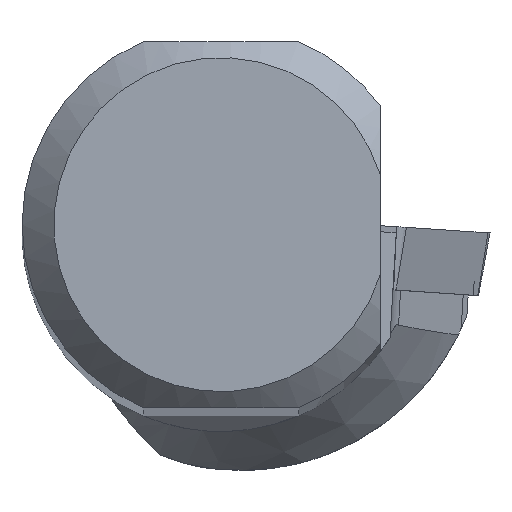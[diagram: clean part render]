
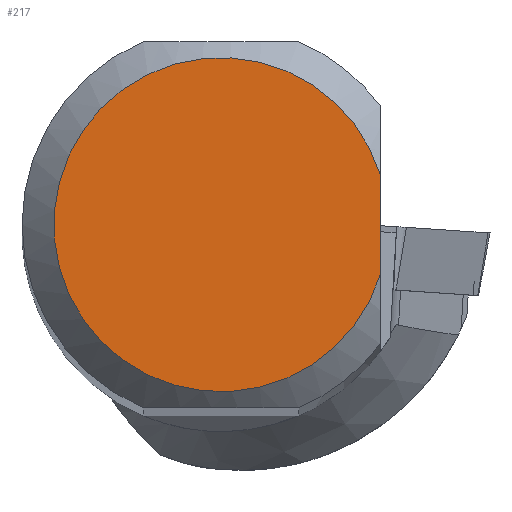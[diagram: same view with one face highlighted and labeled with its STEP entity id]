
A CAD part, top view. The second image highlights one B-rep face of the part: STEP entity #217.
In plain terms, the highlighted planar face has unit normal (0, 0, 1).
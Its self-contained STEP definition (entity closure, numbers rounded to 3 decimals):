
#159=FACE_OUTER_BOUND('',#471,.T.);
#217=ADVANCED_FACE('CU_SU_BP3',(#159),#265,.T.);
#265=PLANE('',#1271);
#324=LINE('',#2061,#392);
#392=VECTOR('',#1515,1.);
#471=EDGE_LOOP('',(#651,#652));
#651=ORIENTED_EDGE('',*,*,#1017,.T.);
#652=ORIENTED_EDGE('',*,*,#1018,.F.);
#898=VERTEX_POINT('',#2062);
#899=VERTEX_POINT('',#2063);
#1017=EDGE_CURVE('',#898,#899,#324,.T.);
#1018=EDGE_CURVE('',#898,#899,#1101,.T.);
#1101=CIRCLE('',#1270,10.491);
#1270=AXIS2_PLACEMENT_3D('',#2064,#1516,#1517);
#1271=AXIS2_PLACEMENT_3D('',#2065,#1518,#1519);
#1515=DIRECTION('',(0.,1.,0.));
#1516=DIRECTION('',(0.,0.,-1.));
#1517=DIRECTION('',(-1.,0.,0.));
#1518=DIRECTION('',(0.,0.,1.));
#1519=DIRECTION('',(-1.,0.,0.));
#2061=CARTESIAN_POINT('',(10.009,0.,0.));
#2062=CARTESIAN_POINT('',(10.009,-3.145,0.));
#2063=CARTESIAN_POINT('',(10.009,3.145,0.));
#2064=CARTESIAN_POINT('',(0.,0.,0.));
#2065=CARTESIAN_POINT('',(0.,0.,
0.));
